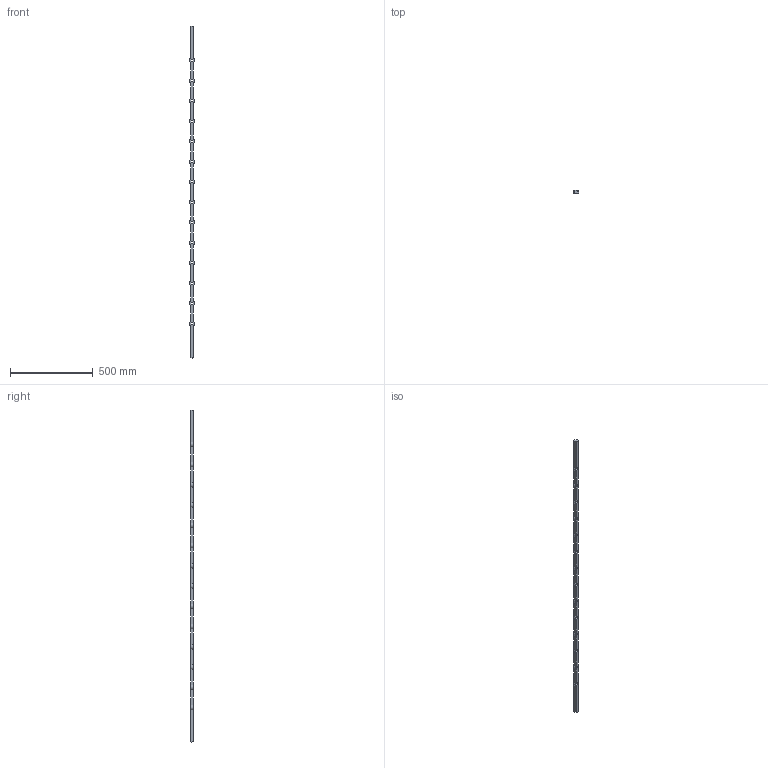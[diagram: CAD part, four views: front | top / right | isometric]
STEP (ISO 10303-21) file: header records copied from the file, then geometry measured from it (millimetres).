
FILE_DESCRIPTION (( 'STEP AP203' ), '1' );
FILE_NAME ('42-A-17.step', '2022-05-02T13:05:01', ( '' ), ( '' ), 'SwSTEP 2.0', 'SolidWorks 2018', '' );
FILE_SCHEMA (( 'CONFIG_CONTROL_DESIGN' ));
Length unit declared in the file: millimetre
Products named in the file (1): 42-A-17
Bounding box: 32 x 18 x 2000 mm (x, y, z)
Volume: 677296.2 mm3; surface area: 162373.7 mm2
Topology: 1 solids, 1 shells, 339 faces, 948 edges, 632 vertices
Faces by surface type: plane 237, bspline 74, cylinder 28
Entity records: 13959 total; most frequent: CARTESIAN_POINT 5546, ORIENTED_EDGE 1896, DIRECTION 1388, EDGE_CURVE 948, LINE 744, VECTOR 744, VERTEX_POINT 632, EDGE_LOOP 388
